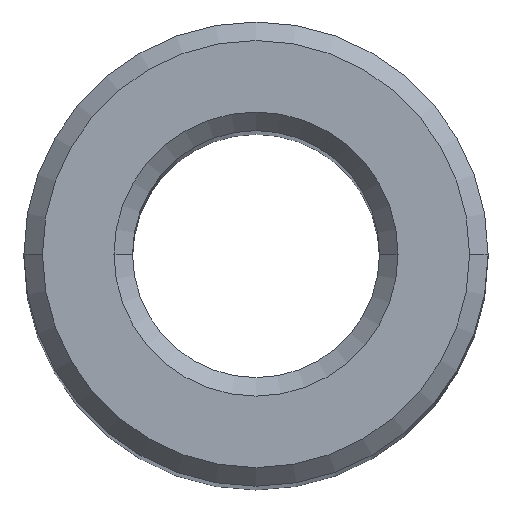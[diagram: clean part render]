
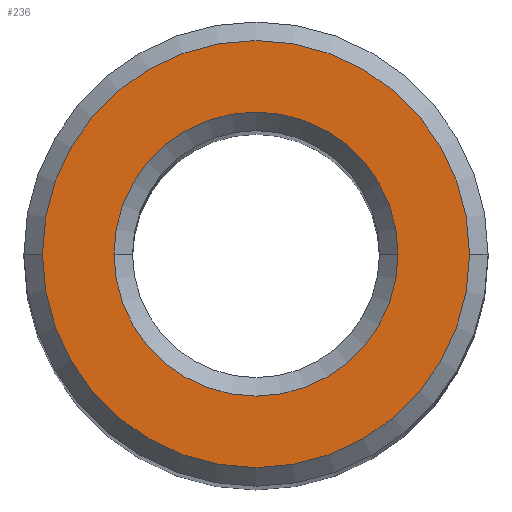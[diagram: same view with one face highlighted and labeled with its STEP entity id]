
A CAD part, top view. The second image highlights one B-rep face of the part: STEP entity #236.
In plain terms, the highlighted planar face has unit normal (0, 0, 1).
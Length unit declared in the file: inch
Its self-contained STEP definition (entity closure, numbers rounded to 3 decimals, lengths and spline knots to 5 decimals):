
#4 = AXIS2_PLACEMENT_3D ( 'NONE', #374, #373, #371 ) ;
#22 = CARTESIAN_POINT ( 'NONE',  ( 0., 0., 2.375 ) ) ;
#25 = CIRCLE ( 'NONE', #61, 0.153 ) ;
#61 = AXIS2_PLACEMENT_3D ( 'NONE', #22, #83, #445 ) ;
#78 = CIRCLE ( 'NONE', #123, 0.23 ) ;
#83 = DIRECTION ( 'NONE',  ( 0., 0., -1. ) ) ;
#94 = DIRECTION ( 'NONE',  ( 0., 0., 1. ) ) ;
#108 = FACE_OUTER_BOUND ( 'NONE', #428, .T. ) ;
#123 = AXIS2_PLACEMENT_3D ( 'NONE', #451, #254, #407 ) ;
#143 = AXIS2_PLACEMENT_3D ( 'NONE', #369, #368, #366 ) ;
#181 = EDGE_CURVE ( 'NONE', #442, #432, #25, .T. ) ;
#204 = VERTEX_POINT ( 'NONE', #267 ) ;
#207 = ORIENTED_EDGE ( 'NONE', *, *, #387, .T. ) ;
#210 = FACE_BOUND ( 'NONE', #310, .T. ) ;
#225 = AXIS2_PLACEMENT_3D ( 'NONE', #266, #94, #255 ) ;
#226 = CIRCLE ( 'NONE', #143, 0.153 ) ;
#236 = ADVANCED_FACE ( 'NONE', ( #210, #108 ), #261, .T. ) ;
#252 = EDGE_CURVE ( 'NONE', #427, #204, #78, .T. ) ;
#254 = DIRECTION ( 'NONE',  ( 0., 0., 1. ) ) ;
#255 = DIRECTION ( 'NONE',  ( 1., 0., 0. ) ) ;
#261 = PLANE ( 'NONE',  #225 ) ;
#266 = CARTESIAN_POINT ( 'NONE',  ( 0., 0., 2.375 ) ) ;
#267 = CARTESIAN_POINT ( 'NONE',  ( -0.23, 0., 2.375 ) ) ;
#283 = CIRCLE ( 'NONE', #4, 0.23 ) ;
#310 = EDGE_LOOP ( 'NONE', ( #207, #435 ) ) ;
#323 = ORIENTED_EDGE ( 'NONE', *, *, #349, .T. ) ;
#330 = ORIENTED_EDGE ( 'NONE', *, *, #252, .T. ) ;
#349 = EDGE_CURVE ( 'NONE', #204, #427, #283, .T. ) ;
#356 = CARTESIAN_POINT ( 'NONE',  ( -0.153, 0., 2.375 ) ) ;
#359 = CARTESIAN_POINT ( 'NONE',  ( 0.153, 0., 2.375 ) ) ;
#361 = CARTESIAN_POINT ( 'NONE',  ( 0.23, 0., 2.375 ) ) ;
#366 = DIRECTION ( 'NONE',  ( 1., 0., 0. ) ) ;
#368 = DIRECTION ( 'NONE',  ( 0., 0., -1. ) ) ;
#369 = CARTESIAN_POINT ( 'NONE',  ( 0., 0., 2.375 ) ) ;
#371 = DIRECTION ( 'NONE',  ( 1., 0., 0. ) ) ;
#373 = DIRECTION ( 'NONE',  ( 0., 0., 1. ) ) ;
#374 = CARTESIAN_POINT ( 'NONE',  ( 0., 0., 2.375 ) ) ;
#387 = EDGE_CURVE ( 'NONE', #432, #442, #226, .T. ) ;
#407 = DIRECTION ( 'NONE',  ( 1., 0., 0. ) ) ;
#427 = VERTEX_POINT ( 'NONE', #361 ) ;
#428 = EDGE_LOOP ( 'NONE', ( #323, #330 ) ) ;
#432 = VERTEX_POINT ( 'NONE', #359 ) ;
#435 = ORIENTED_EDGE ( 'NONE', *, *, #181, .T. ) ;
#442 = VERTEX_POINT ( 'NONE', #356 ) ;
#445 = DIRECTION ( 'NONE',  ( 1., 0., 0. ) ) ;
#451 = CARTESIAN_POINT ( 'NONE',  ( 0., 0., 2.375 ) ) ;
